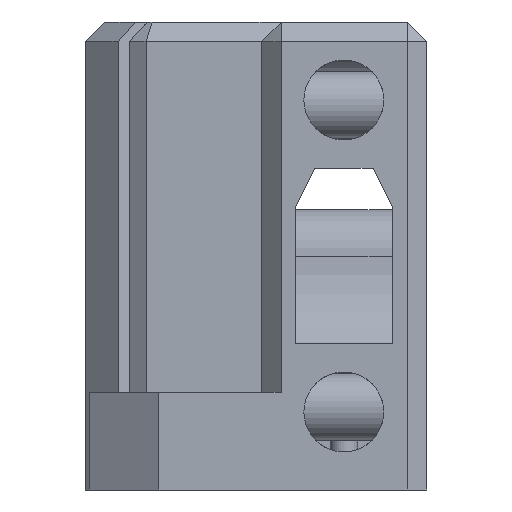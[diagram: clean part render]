
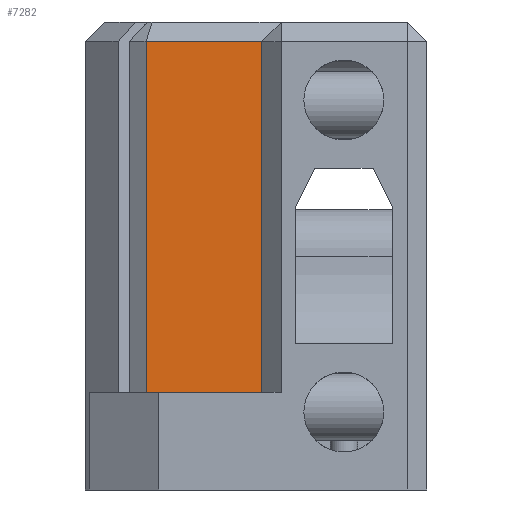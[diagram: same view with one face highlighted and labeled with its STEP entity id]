
A CAD part, front view. The second image highlights one B-rep face of the part: STEP entity #7282.
In plain terms, the highlighted planar face has unit normal (0, -1, 0).
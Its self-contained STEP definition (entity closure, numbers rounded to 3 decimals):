
#2568 = PLANE('',#2569);
#2569 = AXIS2_PLACEMENT_3D('',#2570,#2571,#2572);
#2570 = CARTESIAN_POINT('',(-0.777,-18.97,10.));
#2571 = DIRECTION('',(0.,0.,1.));
#2572 = DIRECTION('',(1.,0.,0.));
#3185 = PLANE('',#3186);
#3186 = AXIS2_PLACEMENT_3D('',#3187,#3188,#3189);
#3187 = CARTESIAN_POINT('',(-4.286,-10.011,10.));
#3188 = DIRECTION('',(-0.571,-0.821,0.));
#3189 = DIRECTION('',(-0.821,0.571,0.));
#5108 = PLANE('',#5109);
#5109 = AXIS2_PLACEMENT_3D('',#5110,#5111,#5112);
#5110 = CARTESIAN_POINT('',(7.57,-29.067,10.));
#5111 = DIRECTION('',(-1.,0.,0.));
#5112 = DIRECTION('',(0.,1.,0.));
#5736 = VERTEX_POINT('',#5737);
#5737 = CARTESIAN_POINT('',(7.57,-10.011,10.));
#5758 = EDGE_CURVE('',#5736,#5759,#5761,.T.);
#5759 = VERTEX_POINT('',#5760);
#5760 = CARTESIAN_POINT('',(-4.286,-10.011,10.));
#5761 = SURFACE_CURVE('',#5762,(#5766,#5773),.PCURVE_S1.);
#5762 = LINE('',#5763,#5764);
#5763 = CARTESIAN_POINT('',(7.57,-10.011,10.));
#5764 = VECTOR('',#5765,1.);
#5765 = DIRECTION('',(-1.,0.,0.));
#5766 = PCURVE('',#2568,#5767);
#5767 = DEFINITIONAL_REPRESENTATION('',(#5768),#5772);
#5768 = LINE('',#5769,#5770);
#5769 = CARTESIAN_POINT('',(8.348,8.959));
#5770 = VECTOR('',#5771,1.);
#5771 = DIRECTION('',(-1.,0.));
#5772 = ( GEOMETRIC_REPRESENTATION_CONTEXT(2) 
PARAMETRIC_REPRESENTATION_CONTEXT() REPRESENTATION_CONTEXT('2D SPACE',''
  ) );
#5773 = PCURVE('',#5774,#5779);
#5774 = PLANE('',#5775);
#5775 = AXIS2_PLACEMENT_3D('',#5776,#5777,#5778);
#5776 = CARTESIAN_POINT('',(7.57,-10.011,10.));
#5777 = DIRECTION('',(0.,-1.,0.));
#5778 = DIRECTION('',(-1.,0.,0.));
#5779 = DEFINITIONAL_REPRESENTATION('',(#5780),#5784);
#5780 = LINE('',#5781,#5782);
#5781 = CARTESIAN_POINT('',(0.,-0.));
#5782 = VECTOR('',#5783,1.);
#5783 = DIRECTION('',(1.,0.));
#5784 = ( GEOMETRIC_REPRESENTATION_CONTEXT(2) 
PARAMETRIC_REPRESENTATION_CONTEXT() REPRESENTATION_CONTEXT('2D SPACE',''
  ) );
#6705 = PLANE('',#6706);
#6706 = AXIS2_PLACEMENT_3D('',#6707,#6708,#6709);
#6707 = CARTESIAN_POINT('',(-4.286,-9.011,47.));
#6708 = DIRECTION('',(0.,-0.707,0.707));
#6709 = DIRECTION('',(-1.,-0.,-0.));
#6850 = EDGE_CURVE('',#5759,#6851,#6853,.T.);
#6851 = VERTEX_POINT('',#6852);
#6852 = CARTESIAN_POINT('',(-4.286,-10.011,46.));
#6853 = SURFACE_CURVE('',#6854,(#6858,#6865),.PCURVE_S1.);
#6854 = LINE('',#6855,#6856);
#6855 = CARTESIAN_POINT('',(-4.286,-10.011,10.));
#6856 = VECTOR('',#6857,1.);
#6857 = DIRECTION('',(0.,0.,1.));
#6858 = PCURVE('',#3185,#6859);
#6859 = DEFINITIONAL_REPRESENTATION('',(#6860),#6864);
#6860 = LINE('',#6861,#6862);
#6861 = CARTESIAN_POINT('',(0.,0.));
#6862 = VECTOR('',#6863,1.);
#6863 = DIRECTION('',(0.,-1.));
#6864 = ( GEOMETRIC_REPRESENTATION_CONTEXT(2) 
PARAMETRIC_REPRESENTATION_CONTEXT() REPRESENTATION_CONTEXT('2D SPACE',''
  ) );
#6865 = PCURVE('',#5774,#6866);
#6866 = DEFINITIONAL_REPRESENTATION('',(#6867),#6871);
#6867 = LINE('',#6868,#6869);
#6868 = CARTESIAN_POINT('',(11.857,0.));
#6869 = VECTOR('',#6870,1.);
#6870 = DIRECTION('',(0.,-1.));
#6871 = ( GEOMETRIC_REPRESENTATION_CONTEXT(2) 
PARAMETRIC_REPRESENTATION_CONTEXT() REPRESENTATION_CONTEXT('2D SPACE',''
  ) );
#7089 = VERTEX_POINT('',#7090);
#7090 = CARTESIAN_POINT('',(7.57,-10.011,46.));
#7111 = EDGE_CURVE('',#5736,#7089,#7112,.T.);
#7112 = SURFACE_CURVE('',#7113,(#7117,#7124),.PCURVE_S1.);
#7113 = LINE('',#7114,#7115);
#7114 = CARTESIAN_POINT('',(7.57,-10.011,10.));
#7115 = VECTOR('',#7116,1.);
#7116 = DIRECTION('',(0.,0.,1.));
#7117 = PCURVE('',#5108,#7118);
#7118 = DEFINITIONAL_REPRESENTATION('',(#7119),#7123);
#7119 = LINE('',#7120,#7121);
#7120 = CARTESIAN_POINT('',(19.056,0.));
#7121 = VECTOR('',#7122,1.);
#7122 = DIRECTION('',(0.,-1.));
#7123 = ( GEOMETRIC_REPRESENTATION_CONTEXT(2) 
PARAMETRIC_REPRESENTATION_CONTEXT() REPRESENTATION_CONTEXT('2D SPACE',''
  ) );
#7124 = PCURVE('',#5774,#7125);
#7125 = DEFINITIONAL_REPRESENTATION('',(#7126),#7130);
#7126 = LINE('',#7127,#7128);
#7127 = CARTESIAN_POINT('',(0.,-0.));
#7128 = VECTOR('',#7129,1.);
#7129 = DIRECTION('',(0.,-1.));
#7130 = ( GEOMETRIC_REPRESENTATION_CONTEXT(2) 
PARAMETRIC_REPRESENTATION_CONTEXT() REPRESENTATION_CONTEXT('2D SPACE',''
  ) );
#7282 = ADVANCED_FACE('',(#7283),#5774,.T.);
#7283 = FACE_BOUND('',#7284,.T.);
#7284 = EDGE_LOOP('',(#7285,#7286,#7287,#7288));
#7285 = ORIENTED_EDGE('',*,*,#6850,.F.);
#7286 = ORIENTED_EDGE('',*,*,#5758,.F.);
#7287 = ORIENTED_EDGE('',*,*,#7111,.T.);
#7288 = ORIENTED_EDGE('',*,*,#7289,.F.);
#7289 = EDGE_CURVE('',#6851,#7089,#7290,.T.);
#7290 = SURFACE_CURVE('',#7291,(#7295,#7302),.PCURVE_S1.);
#7291 = LINE('',#7292,#7293);
#7292 = CARTESIAN_POINT('',(-4.286,-10.011,46.));
#7293 = VECTOR('',#7294,1.);
#7294 = DIRECTION('',(1.,0.,0.));
#7295 = PCURVE('',#5774,#7296);
#7296 = DEFINITIONAL_REPRESENTATION('',(#7297),#7301);
#7297 = LINE('',#7298,#7299);
#7298 = CARTESIAN_POINT('',(11.857,-36.));
#7299 = VECTOR('',#7300,1.);
#7300 = DIRECTION('',(-1.,-0.));
#7301 = ( GEOMETRIC_REPRESENTATION_CONTEXT(2) 
PARAMETRIC_REPRESENTATION_CONTEXT() REPRESENTATION_CONTEXT('2D SPACE',''
  ) );
#7302 = PCURVE('',#6705,#7303);
#7303 = DEFINITIONAL_REPRESENTATION('',(#7304),#7308);
#7304 = LINE('',#7305,#7306);
#7305 = CARTESIAN_POINT('',(-0.,1.414));
#7306 = VECTOR('',#7307,1.);
#7307 = DIRECTION('',(-1.,0.));
#7308 = ( GEOMETRIC_REPRESENTATION_CONTEXT(2) 
PARAMETRIC_REPRESENTATION_CONTEXT() REPRESENTATION_CONTEXT('2D SPACE',''
  ) );
